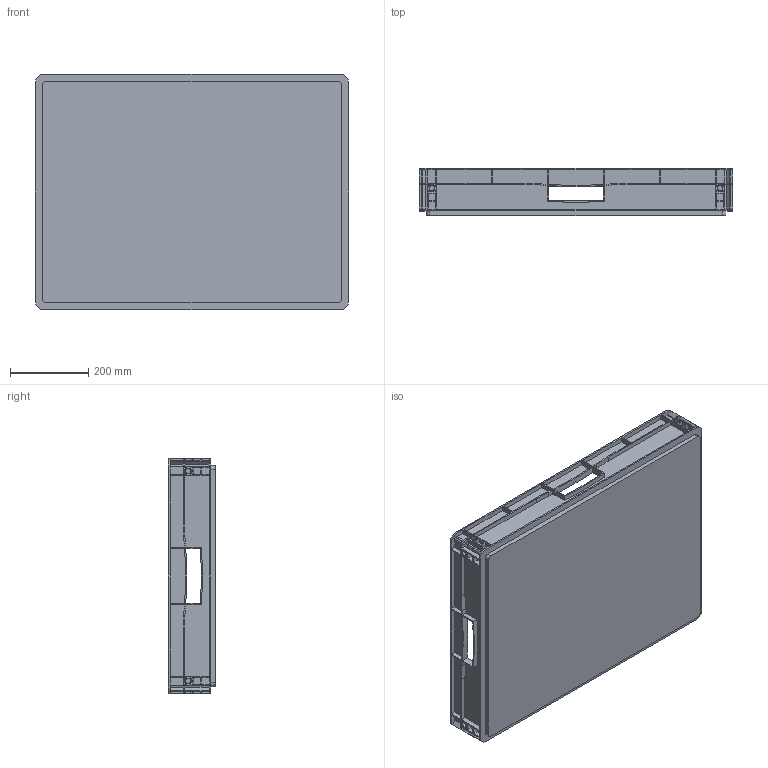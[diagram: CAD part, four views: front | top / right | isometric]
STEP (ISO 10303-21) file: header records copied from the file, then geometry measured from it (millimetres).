
FILE_DESCRIPTION (( 'STEP AP214' ), '1' );
FILE_NAME ('80 x 60 x 12 - EG 86-12 HO (All opened) [similar].STEP', '2022-04-22T08:33:40', ( '' ), ( '' ), 'SwSTEP 2.0', 'SolidWorks 2021', '' );
FILE_SCHEMA (( 'AUTOMOTIVE_DESIGN' ));
Length unit declared in the file: millimetre
Products named in the file (1): 80 x 60 x 12 - EG 86-12 HO (All opened) [similar]
Bounding box: 800 x 120 x 600 mm (x, y, z)
Volume: 3449904.5 mm3; surface area: 1772585.5 mm2
Topology: 1 solids, 1 shells, 633 faces, 1680 edges, 1112 vertices
Faces by surface type: plane 449, cylinder 184
Entity records: 19688 total; most frequent: CARTESIAN_POINT 3426, DIRECTION 3372, ORIENTED_EDGE 3360, EDGE_CURVE 1680, LINE 1256, VECTOR 1256, VERTEX_POINT 1112, AXIS2_PLACEMENT_3D 1058
